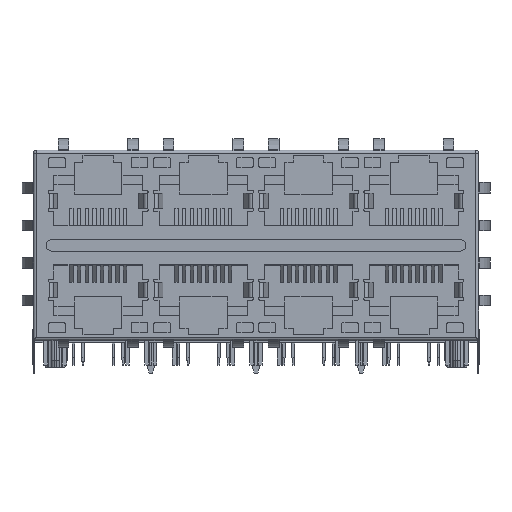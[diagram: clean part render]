
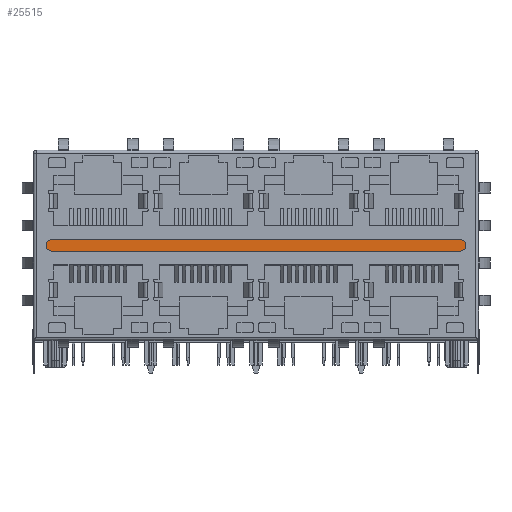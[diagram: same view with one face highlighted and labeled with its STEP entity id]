
A CAD part, top view. The second image highlights one B-rep face of the part: STEP entity #25515.
In plain terms, the highlighted planar face has unit normal (0, 0, 1).
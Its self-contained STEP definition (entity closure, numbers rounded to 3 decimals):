
#537 = CIRCLE ( 'NONE', #4035, 0.8 ) ;
#3319 = CARTESIAN_POINT ( 'NONE',  ( -27.093, 0., -0.1 ) ) ;
#4035 = AXIS2_PLACEMENT_3D ( 'NONE', #57203, #34945, #57058 ) ;
#4163 = DIRECTION ( 'NONE',  ( 1., 0., 0. ) ) ;
#4226 = DIRECTION ( 'NONE',  ( 0., 0., 1. ) ) ;
#4340 = CARTESIAN_POINT ( 'NONE',  ( -27.093, 0., -0.1 ) ) ;
#5943 = VERTEX_POINT ( 'NONE', #8329 ) ;
#6706 = PLANE ( 'NONE',  #19059 ) ;
#8329 = CARTESIAN_POINT ( 'NONE',  ( 27.093, 0.8, -0.1 ) ) ;
#9059 = DIRECTION ( 'NONE',  ( 1., 0., 0. ) ) ;
#15963 = EDGE_CURVE ( 'NONE', #5943, #16081, #49978, .T. ) ;
#16081 = VERTEX_POINT ( 'NONE', #27467 ) ;
#16886 = CIRCLE ( 'NONE', #65935, 0.8 ) ;
#16952 = ORIENTED_EDGE ( 'NONE', *, *, #15963, .T. ) ;
#18600 = EDGE_CURVE ( 'NONE', #73228, #26301, #16886, .T. ) ;
#19059 = AXIS2_PLACEMENT_3D ( 'NONE', #4340, #4226, #4163 ) ;
#22544 = EDGE_CURVE ( 'NONE', #26301, #5943, #537, .T. ) ;
#23666 = DIRECTION ( 'NONE',  ( 1., 0., 0. ) ) ;
#24582 = CIRCLE ( 'NONE', #36945, 0.8 ) ;
#24741 = DIRECTION ( 'NONE',  ( 0., 0., 1. ) ) ;
#25250 = FACE_OUTER_BOUND ( 'NONE', #50794, .T. ) ;
#25515 = ADVANCED_FACE ( 'NONE', ( #25250 ), #6706, .T. ) ;
#26301 = VERTEX_POINT ( 'NONE', #71305 ) ;
#27467 = CARTESIAN_POINT ( 'NONE',  ( -27.093, 0.8, -0.1 ) ) ;
#34945 = DIRECTION ( 'NONE',  ( 0., 0., 1. ) ) ;
#36945 = AXIS2_PLACEMENT_3D ( 'NONE', #3319, #43338, #9059 ) ;
#39909 = DIRECTION ( 'NONE',  ( 1., 0., 0. ) ) ;
#39916 = VECTOR ( 'NONE', #42154, 1000. ) ;
#42154 = DIRECTION ( 'NONE',  ( -1., 0., 0. ) ) ;
#42227 = CARTESIAN_POINT ( 'NONE',  ( 27.093, -0.8, -0.1 ) ) ;
#42497 = CARTESIAN_POINT ( 'NONE',  ( -27.093, 0.8, -0.1 ) ) ;
#43338 = DIRECTION ( 'NONE',  ( 0., 0., 1. ) ) ;
#43976 = EDGE_CURVE ( 'NONE', #62265, #73228, #47653, .T. ) ;
#45990 = CARTESIAN_POINT ( 'NONE',  ( 27.093, 0., -0.1 ) ) ;
#47201 = VECTOR ( 'NONE', #23666, 1000. ) ;
#47653 = LINE ( 'NONE', #52193, #47201 ) ;
#48537 = ORIENTED_EDGE ( 'NONE', *, *, #57214, .T. ) ;
#49507 = ORIENTED_EDGE ( 'NONE', *, *, #22544, .T. ) ;
#49829 = CARTESIAN_POINT ( 'NONE',  ( -27.093, -0.8, -0.1 ) ) ;
#49978 = LINE ( 'NONE', #42497, #39916 ) ;
#50794 = EDGE_LOOP ( 'NONE', ( #48537, #59826, #53556, #49507, #16952 ) ) ;
#52193 = CARTESIAN_POINT ( 'NONE',  ( -27.093, -0.8, -0.1 ) ) ;
#53556 = ORIENTED_EDGE ( 'NONE', *, *, #18600, .T. ) ;
#57058 = DIRECTION ( 'NONE',  ( 1., 0., 0. ) ) ;
#57203 = CARTESIAN_POINT ( 'NONE',  ( 27.093, 0., -0.1 ) ) ;
#57214 = EDGE_CURVE ( 'NONE', #16081, #62265, #24582, .T. ) ;
#59826 = ORIENTED_EDGE ( 'NONE', *, *, #43976, .T. ) ;
#62265 = VERTEX_POINT ( 'NONE', #49829 ) ;
#65935 = AXIS2_PLACEMENT_3D ( 'NONE', #45990, #24741, #39909 ) ;
#71305 = CARTESIAN_POINT ( 'NONE',  ( 27.893, 0., -0.1 ) ) ;
#73228 = VERTEX_POINT ( 'NONE', #42227 ) ;
